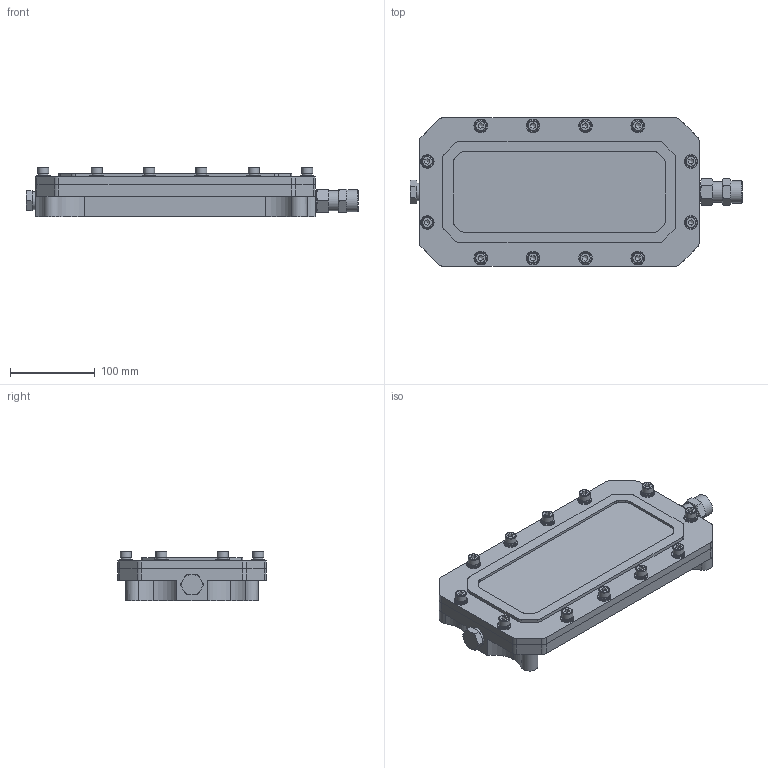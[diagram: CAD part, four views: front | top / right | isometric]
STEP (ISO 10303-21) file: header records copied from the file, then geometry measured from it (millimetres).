
FILE_DESCRIPTION(('STEP AP214'), '1');
FILE_NAME('Ñôåðà ÌÊ - Òàáëî', '2016-07-22T07:04:52', ('User'), (''), 'ASCON STEP Converter 1.3', 'ASCON Math Kernel', '');
FILE_SCHEMA(('AUTOMOTIVE_DESIGN { 1 0 10303 214 3 1 1}'));
Length unit declared in the file: millimetre
Products named in the file (14): 96; 97; 98; 99; 100; 101; 102; 103; 104; 105; 106; 107; 108; 109
Assembly tree (46 placements, depth 3):
  96
    97
    98
    99
      100
      101
      102
      103
      104
      105
    106
    107  x12
    108  x12
    109  x12
Bounding box: 391.31 x 175 x 58.6 mm (x, y, z)
Volume: 1470926.3 mm3; surface area: 368253.5 mm2
Topology: 45 solids, 45 shells, 669 faces, 1552 edges, 1008 vertices
Faces by surface type: plane 321, cylinder 239, cone 85, torus 24
Full cylindrical faces by diameter (mm): 4 x7, 5 x1, 6.5 x12, 8 x12, 8.4 x12, 9 x16, 12 x4, 13 x12, 14 x2, 14.5 x1, 16 x16, 18 x3, 18.5 x1, 19 x2, 20.9 x1, 20.96 x1, 22 x1, 22.5 x1, 24 x3, 26 x1
Entity records: 14570 total; most frequent: CARTESIAN_POINT 3343, DIRECTION 2149, ORIENTED_EDGE 1936, EDGE_CURVE 968, AXIS2_PLACEMENT_3D 834, VERTEX_POINT 634, EDGE_LOOP 482, LINE 481
